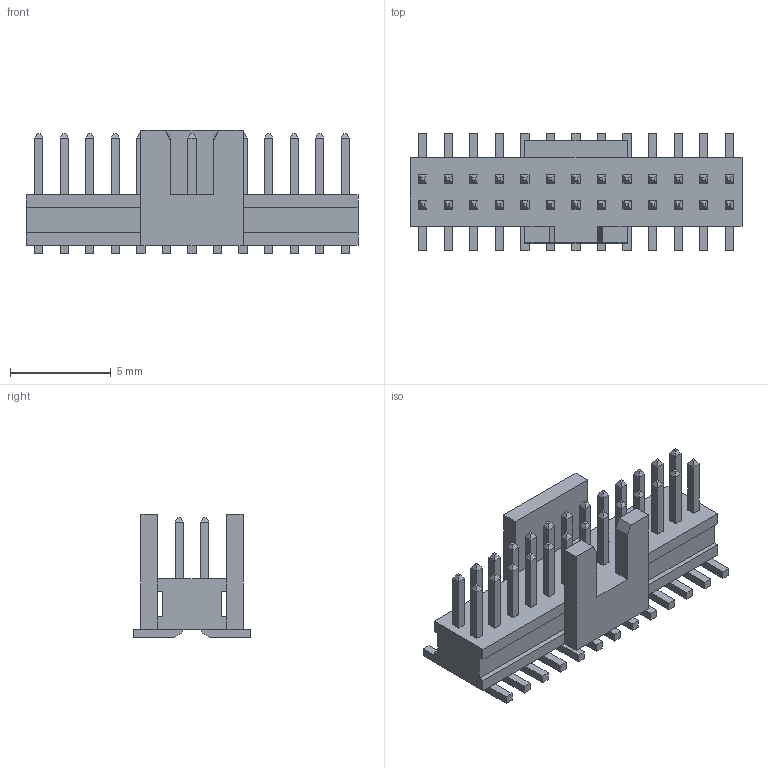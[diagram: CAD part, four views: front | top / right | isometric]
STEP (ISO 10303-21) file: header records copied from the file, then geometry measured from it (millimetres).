
FILE_DESCRIPTION(('FreeCAD Model'),'2;1');
FILE_NAME('Open CASCADE Shape Model','2025-02-16T20:00:04',(''),(''), 'Open CASCADE STEP processor 7.8','FreeCAD','Unknown');
FILE_SCHEMA(('AUTOMOTIVE_DESIGN { 1 0 10303 214 1 1 1 1 }'));
Length unit declared in the file: millimetre
Products named in the file (4): FTSH-113-01-L-DV-K; FTSH-113-01-L-DV-K_body; FTSH-113-01-L-DV-K_pins1; FTSH-113-01-L-DV-K_pins2
Assembly tree (3 placements, depth 2):
  FTSH-113-01-L-DV-K
    FTSH-113-01-L-DV-K_body
    FTSH-113-01-L-DV-K_pins1
    FTSH-113-01-L-DV-K_pins2
Bounding box: 16.51 x 5.84 x 6.12 mm (x, y, z)
Volume: 229.9 mm3; surface area: 854.6 mm2
Topology: 3 solids, 3 shells, 572 faces, 1576 edges, 1012 vertices
Faces by surface type: plane 546, cylinder 26
Entity records: 17885 total; most frequent: CARTESIAN_POINT 3164, ORIENTED_EDGE 3152, DIRECTION 2780, EDGE_CURVE 1576, LINE 1524, VECTOR 1524, VERTEX_POINT 1012, AXIS2_PLACEMENT_3D 628
